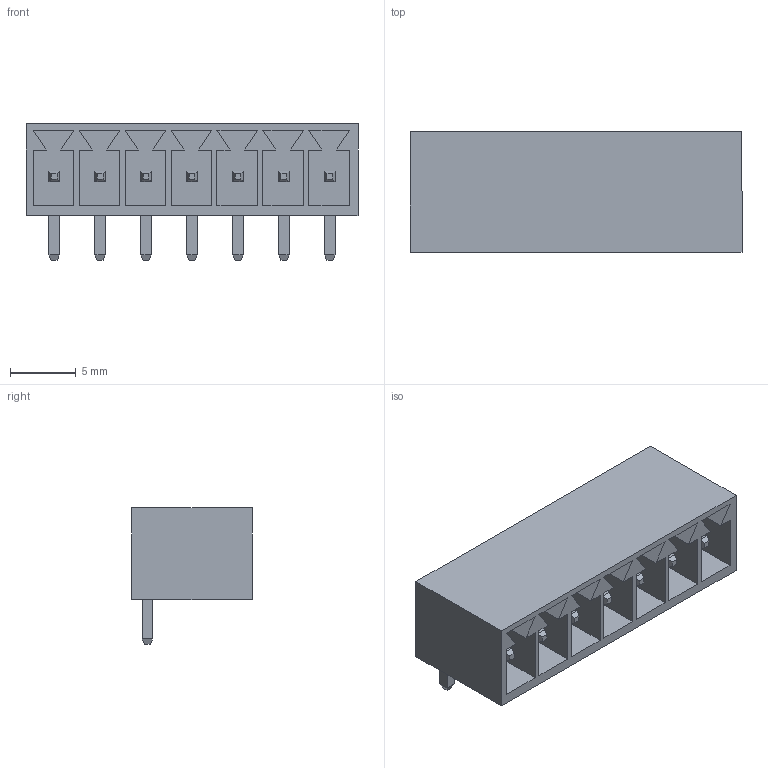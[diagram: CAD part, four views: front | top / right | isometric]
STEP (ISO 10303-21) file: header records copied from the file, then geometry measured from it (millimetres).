
FILE_DESCRIPTION (( 'STEP AP214' ), '1' );
FILE_NAME ('15EDGRC-3.5-07P.STEP', '2022-12-28T09:11:41', ( '' ), ( '' ), 'SwSTEP 2.0', 'SolidWorks 2019', '' );
FILE_SCHEMA (( 'AUTOMOTIVE_DESIGN' ));
Length unit declared in the file: millimetre
Products named in the file (1): 15EDGRC-3.5-07P
Bounding box: 25.3 x 9.2 x 10.4 mm (x, y, z)
Volume: 877.7 mm3; surface area: 2140.3 mm2
Topology: 1 solids, 1 shells, 195 faces, 460 edges, 288 vertices
Faces by surface type: plane 195
Entity records: 6826 total; most frequent: CARTESIAN_POINT 944, ORIENTED_EDGE 920, DIRECTION 852, LINE 460, EDGE_CURVE 460, VECTOR 460, VERTEX_POINT 288, EDGE_LOOP 216
